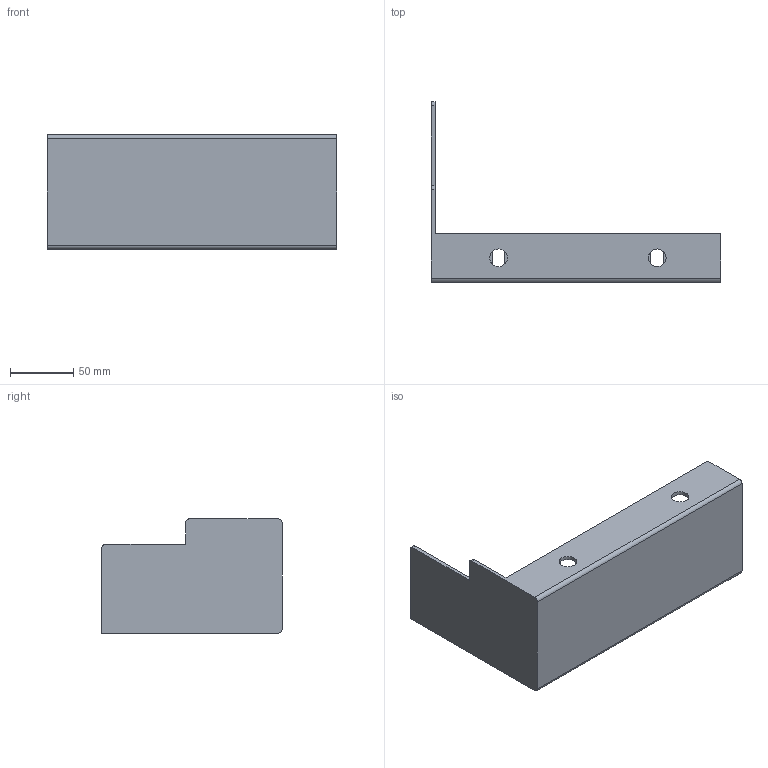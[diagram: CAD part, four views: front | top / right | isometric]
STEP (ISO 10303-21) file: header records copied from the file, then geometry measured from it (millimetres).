
FILE_DESCRIPTION(('HOOPS Exchange Step'),'2;1');
FILE_NAME('temp_export','2024-10-24T22:41:27+02:00',('jeromebrigaud'),('Shapr3D Limited'),'HOOPS Exchange 2024.2','Shapr3D','Authorized');
FILE_SCHEMA( ('AP242_MANAGED_MODEL_BASED_3D_ENGINEERING_MIM_LF {1 0 10303 442 1 1 4 }') );
Length unit declared in the file: millimetre
Products named in the file (2): Piece cote raboteuse.step; root
Assembly tree (1 placements, depth 2):
  root
    Piece cote raboteuse.step
Bounding box: 228 x 142 x 90 mm (x, y, z)
Volume: 131606.2 mm3; surface area: 89769.9 mm2
Topology: 1 solids, 1 shells, 33 faces, 93 edges, 62 vertices
Faces by surface type: plane 21, cylinder 10, bspline 2
Entity records: 2046 total; most frequent: CARTESIAN_POINT 1124, ORIENTED_EDGE 186, DIRECTION 175, EDGE_CURVE 93, VECTOR 65, LINE 65, VERTEX_POINT 62, AXIS2_PLACEMENT_3D 55
